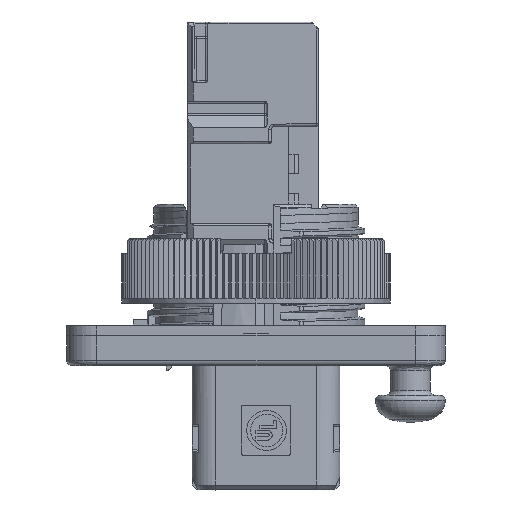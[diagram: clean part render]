
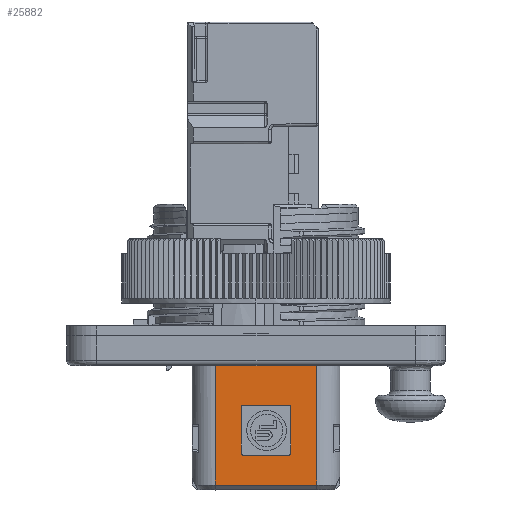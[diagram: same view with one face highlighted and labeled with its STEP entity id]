
A CAD part, left-side view. The second image highlights one B-rep face of the part: STEP entity #25882.
In plain terms, the highlighted planar face has unit normal (-1, 0, 0).
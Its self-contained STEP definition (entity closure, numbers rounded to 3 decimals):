
#20362 = VERTEX_POINT ( 'NONE', #36876 ) ;
#20408 = VERTEX_POINT ( 'NONE', #37027 ) ;
#20544 = EDGE_CURVE ( 'NONE', #20362, #20408, #37645, .T. ) ;
#20602 = VERTEX_POINT ( 'NONE', #38026 ) ;
#20796 = EDGE_CURVE ( 'NONE', #20872, #20602, #38397, .T. ) ;
#20872 = VERTEX_POINT ( 'NONE', #39867 ) ;
#20892 = VERTEX_POINT ( 'NONE', #40003 ) ;
#20936 = EDGE_CURVE ( 'NONE', #20602, #20892, #40352, .T. ) ;
#21042 = VERTEX_POINT ( 'NONE', #40888 ) ;
#21174 = EDGE_CURVE ( 'NONE', #20892, #21042, #41462, .T. ) ;
#21532 = VERTEX_POINT ( 'NONE', #42503 ) ;
#22404 = EDGE_CURVE ( 'NONE', #24801, #21532, #44759, .T. ) ;
#22692 = VERTEX_POINT ( 'NONE', #46193 ) ;
#22827 = EDGE_CURVE ( 'NONE', #21532, #22692, #89873, .T. ) ;
#22945 = EDGE_CURVE ( 'NONE', #22692, #20872, #91076, .T. ) ;
#24798 = EDGE_CURVE ( 'NONE', #21042, #24804, #102124, .T. ) ;
#24801 = VERTEX_POINT ( 'NONE', #102106 ) ;
#24804 = VERTEX_POINT ( 'NONE', #102101 ) ;
#24814 = EDGE_CURVE ( 'NONE', #24804, #24801, #102091, .T. ) ;
#24956 = VERTEX_POINT ( 'NONE', #102484 ) ;
#25792 = EDGE_CURVE ( 'NONE', #24956, #20362, #108746, .T. ) ;
#25824 = ORIENTED_EDGE ( 'NONE', *, *, #22827, .T. ) ;
#25825 = EDGE_LOOP ( 'NONE', ( #25828, #25831, #25851, #25863 ) ) ;
#25828 = ORIENTED_EDGE ( 'NONE', *, *, #25792, .T. ) ;
#25831 = ORIENTED_EDGE ( 'NONE', *, *, #20544, .T. ) ;
#25832 = ORIENTED_EDGE ( 'NONE', *, *, #24814, .T. ) ;
#25835 = EDGE_LOOP ( 'NONE', ( #25824, #25837, #164016, #25875, #25839, #25841, #25832, #25886 ) ) ;
#25837 = ORIENTED_EDGE ( 'NONE', *, *, #22945, .T. ) ;
#25839 = ORIENTED_EDGE ( 'NONE', *, *, #21174, .T. ) ;
#25841 = ORIENTED_EDGE ( 'NONE', *, *, #24798, .T. ) ;
#25851 = ORIENTED_EDGE ( 'NONE', *, *, #25853, .F. ) ;
#25853 = EDGE_CURVE ( 'NONE', #25855, #20408, #109025, .T. ) ;
#25855 = VERTEX_POINT ( 'NONE', #109019 ) ;
#25863 = ORIENTED_EDGE ( 'NONE', *, *, #25866, .F. ) ;
#25866 = EDGE_CURVE ( 'NONE', #24956, #25855, #109013, .T. ) ;
#25875 = ORIENTED_EDGE ( 'NONE', *, *, #20936, .T. ) ;
#25882 = ADVANCED_FACE ( 'NONE', ( #109036, #109004 ), #108980, .T. ) ;
#25886 = ORIENTED_EDGE ( 'NONE', *, *, #22404, .T. ) ;
#36876 = CARTESIAN_POINT ( 'NONE',  ( -8.975, 5.075, -11.15 ) ) ;
#37027 = CARTESIAN_POINT ( 'NONE',  ( -8.975, -5.075, -11.15 ) ) ;
#37640 = DIRECTION ( 'NONE',  ( 0., -1., 0. ) ) ;
#37642 = VECTOR ( 'NONE', #37640, 1000. ) ;
#37643 = CARTESIAN_POINT ( 'NONE',  ( -8.975, 0., -11.15 ) ) ;
#37645 = LINE ( 'NONE', #37643, #37642 ) ;
#38026 = CARTESIAN_POINT ( 'NONE',  ( -8.975, 2.5, -3.35 ) ) ;
#38366 = VECTOR ( 'NONE', #38424, 1000. ) ;
#38397 = LINE ( 'NONE', #38426, #38366 ) ;
#38424 = DIRECTION ( 'NONE',  ( 0., 0., 1. ) ) ;
#38426 = CARTESIAN_POINT ( 'NONE',  ( -8.975, 2.5, 2.35 ) ) ;
#39867 = CARTESIAN_POINT ( 'NONE',  ( -8.975, 2.5, -7.95 ) ) ;
#40003 = CARTESIAN_POINT ( 'NONE',  ( -8.975, 2.3, -3.15 ) ) ;
#40352 = CIRCLE ( 'NONE', #40484, 0.2 ) ;
#40480 = DIRECTION ( 'NONE',  ( 0., 0., 1. ) ) ;
#40481 = DIRECTION ( 'NONE',  ( 1., 0., 0. ) ) ;
#40482 = CARTESIAN_POINT ( 'NONE',  ( -8.975, 2.3, -3.35 ) ) ;
#40484 = AXIS2_PLACEMENT_3D ( 'NONE', #40482, #40481, #40480 ) ;
#40888 = CARTESIAN_POINT ( 'NONE',  ( -8.975, -2.3, -3.15 ) ) ;
#41458 = DIRECTION ( 'NONE',  ( 0., -1., 0. ) ) ;
#41459 = VECTOR ( 'NONE', #41458, 1000. ) ;
#41461 = CARTESIAN_POINT ( 'NONE',  ( -8.975, 0., -3.15 ) ) ;
#41462 = LINE ( 'NONE', #41461, #41459 ) ;
#42503 = CARTESIAN_POINT ( 'NONE',  ( -8.975, -2.3, -8.15 ) ) ;
#44748 = DIRECTION ( 'NONE',  ( 0., 0., 1. ) ) ;
#44749 = DIRECTION ( 'NONE',  ( 1., 0., 0. ) ) ;
#44750 = AXIS2_PLACEMENT_3D ( 'NONE', #44758, #44749, #44748 ) ;
#44758 = CARTESIAN_POINT ( 'NONE',  ( -8.975, -2.3, -7.95 ) ) ;
#44759 = CIRCLE ( 'NONE', #44750, 0.2 ) ;
#46193 = CARTESIAN_POINT ( 'NONE',  ( -8.975, 2.3, -8.15 ) ) ;
#89871 = CARTESIAN_POINT ( 'NONE',  ( -8.975, 0., -8.15 ) ) ;
#89873 = LINE ( 'NONE', #89871, #90052 ) ;
#90050 = DIRECTION ( 'NONE',  ( 0., 1., 0. ) ) ;
#90052 = VECTOR ( 'NONE', #90050, 1000. ) ;
#91069 = AXIS2_PLACEMENT_3D ( 'NONE', #91193, #91308, #91293 ) ;
#91076 = CIRCLE ( 'NONE', #91069, 0.2 ) ;
#91193 = CARTESIAN_POINT ( 'NONE',  ( -8.975, 2.3, -7.95 ) ) ;
#91293 = DIRECTION ( 'NONE',  ( 0., 0., 1. ) ) ;
#91308 = DIRECTION ( 'NONE',  ( 1., 0., 0. ) ) ;
#102091 = LINE ( 'NONE', #102160, #102159 ) ;
#102101 = CARTESIAN_POINT ( 'NONE',  ( -8.975, -2.5, -3.35 ) ) ;
#102106 = CARTESIAN_POINT ( 'NONE',  ( -8.975, -2.5, -7.95 ) ) ;
#102120 = DIRECTION ( 'NONE',  ( 0., 0., 1. ) ) ;
#102121 = DIRECTION ( 'NONE',  ( 1., 0., 0. ) ) ;
#102122 = CARTESIAN_POINT ( 'NONE',  ( -8.975, -2.3, -3.35 ) ) ;
#102123 = AXIS2_PLACEMENT_3D ( 'NONE', #102122, #102121, #102120 ) ;
#102124 = CIRCLE ( 'NONE', #102123, 0.2 ) ;
#102158 = DIRECTION ( 'NONE',  ( 0., 0., -1. ) ) ;
#102159 = VECTOR ( 'NONE', #102158, 1000. ) ;
#102160 = CARTESIAN_POINT ( 'NONE',  ( -8.975, -2.5, 2.35 ) ) ;
#102484 = CARTESIAN_POINT ( 'NONE',  ( -8.975, 5.075, 0.85 ) ) ;
#108739 = DIRECTION ( 'NONE',  ( 0., 0., -1. ) ) ;
#108741 = VECTOR ( 'NONE', #108739, 1000. ) ;
#108744 = CARTESIAN_POINT ( 'NONE',  ( -8.975, 5.075, 2.35 ) ) ;
#108746 = LINE ( 'NONE', #108744, #108741 ) ;
#108970 = AXIS2_PLACEMENT_3D ( 'NONE', #109082, #109081, #109080 ) ;
#108980 = PLANE ( 'NONE',  #108970 ) ;
#108999 = DIRECTION ( 'NONE',  ( 0., -1., 0. ) ) ;
#109004 = FACE_OUTER_BOUND ( 'NONE', #25825, .T. ) ;
#109010 = DIRECTION ( 'NONE',  ( 0., 0., -1. ) ) ;
#109011 = VECTOR ( 'NONE', #109010, 1000. ) ;
#109012 = CARTESIAN_POINT ( 'NONE',  ( -8.975, -5.075, -11.657 ) ) ;
#109013 = LINE ( 'NONE', #109033, #109030 ) ;
#109019 = CARTESIAN_POINT ( 'NONE',  ( -8.975, -5.075, 0.85 ) ) ;
#109025 = LINE ( 'NONE', #109012, #109011 ) ;
#109030 = VECTOR ( 'NONE', #108999, 1000. ) ;
#109033 = CARTESIAN_POINT ( 'NONE',  ( -8.975, 0., 0.85 ) ) ;
#109036 = FACE_BOUND ( 'NONE', #25835, .T. ) ;
#109080 = DIRECTION ( 'NONE',  ( 0., 0., 1. ) ) ;
#109081 = DIRECTION ( 'NONE',  ( -1., 0., 0. ) ) ;
#109082 = CARTESIAN_POINT ( 'NONE',  ( -8.975, 0., 2.35 ) ) ;
#164016 = ORIENTED_EDGE ( 'NONE', *, *, #20796, .T. ) ;
